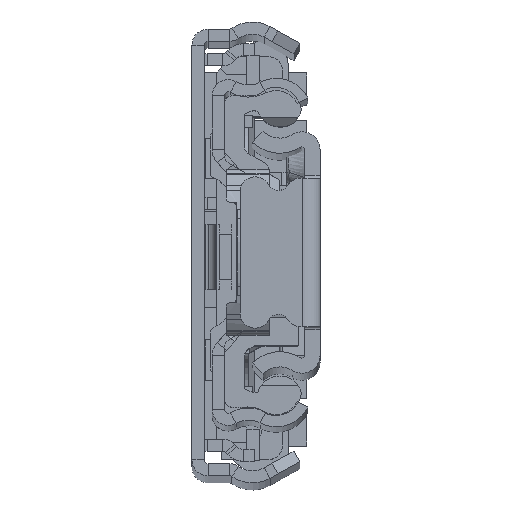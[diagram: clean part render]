
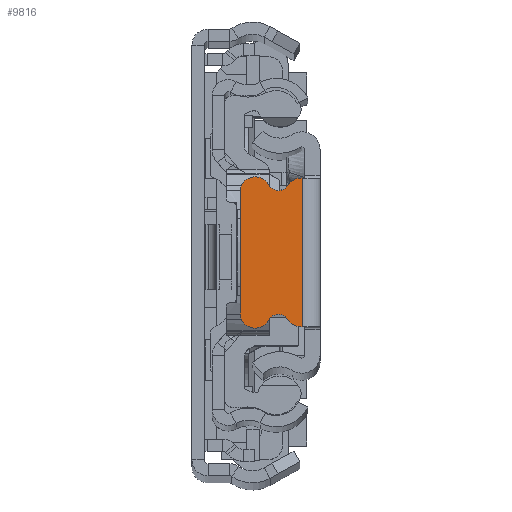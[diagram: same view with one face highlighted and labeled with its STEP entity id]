
A CAD part, top view. The second image highlights one B-rep face of the part: STEP entity #9816.
In plain terms, the highlighted planar face has unit normal (0, 0, 1).
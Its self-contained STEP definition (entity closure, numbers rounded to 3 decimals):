
#5 = VERTEX_POINT ( 'NONE', #4522 ) ;
#148 = CARTESIAN_POINT ( 'NONE',  ( -5.109, -6.713, 0. ) ) ;
#1126 = DIRECTION ( 'NONE',  ( -1., 0., 0. ) ) ;
#1204 = EDGE_CURVE ( 'NONE', #8639, #17021, #24625, .T. ) ;
#1305 = CARTESIAN_POINT ( 'NONE',  ( -6.429, 6., 0. ) ) ;
#1900 = CARTESIAN_POINT ( 'NONE',  ( -6.429, -6., 0. ) ) ;
#2030 = DIRECTION ( 'NONE',  ( 0., -1., 0. ) ) ;
#2743 = VECTOR ( 'NONE', #22599, 1000. ) ;
#2969 = CIRCLE ( 'NONE', #8941, 1.1 ) ;
#3064 = CIRCLE ( 'NONE', #4142, 1.5 ) ;
#3962 = DIRECTION ( 'NONE',  ( 0., 0., 1. ) ) ;
#4142 = AXIS2_PLACEMENT_3D ( 'NONE', #11624, #3962, #22029 ) ;
#4522 = CARTESIAN_POINT ( 'NONE',  ( -1.929, 7.37, 0. ) ) ;
#4547 = CARTESIAN_POINT ( 'NONE',  ( -1.75, 0., 0. ) ) ;
#5799 = ORIENTED_EDGE ( 'NONE', *, *, #1204, .F. ) ;
#6322 = DIRECTION ( 'NONE',  ( 0., -1., 0. ) ) ;
#7405 = CARTESIAN_POINT ( 'NONE',  ( -4.142, -7.236, 0. ) ) ;
#7469 = CIRCLE ( 'NONE', #21679, 1.1 ) ;
#7525 = LINE ( 'NONE', #30696, #21085 ) ;
#8228 = CARTESIAN_POINT ( 'NONE',  ( 397.771, 0., 0. ) ) ;
#8247 = EDGE_CURVE ( 'NONE', #19732, #8639, #20227, .T. ) ;
#8639 = VERTEX_POINT ( 'NONE', #9793 ) ;
#8941 = AXIS2_PLACEMENT_3D ( 'NONE', #22317, #16690, #11241 ) ;
#9645 = EDGE_CURVE ( 'NONE', #26325, #18067, #7469, .T. ) ;
#9745 = CARTESIAN_POINT ( 'NONE',  ( -1.75, 7.37, 0. ) ) ;
#9793 = CARTESIAN_POINT ( 'NONE',  ( -1.75, -7.37, 0. ) ) ;
#9816 = ADVANCED_FACE ( 'NONE', ( #21017 ), #33648, .T. ) ;
#10099 = EDGE_CURVE ( 'NONE', #21985, #26325, #11283, .T. ) ;
#10370 = ORIENTED_EDGE ( 'NONE', *, *, #17331, .T. ) ;
#11043 = ORIENTED_EDGE ( 'NONE', *, *, #18544, .T. ) ;
#11241 = DIRECTION ( 'NONE',  ( 1., 0., 0. ) ) ;
#11283 = CIRCLE ( 'NONE', #30863, 1.5 ) ;
#11624 = CARTESIAN_POINT ( 'NONE',  ( -1.929, 5.87, 0. ) ) ;
#11813 = AXIS2_PLACEMENT_3D ( 'NONE', #1305, #23936, #1126 ) ;
#12912 = AXIS2_PLACEMENT_3D ( 'NONE', #8228, #26276, #26108 ) ;
#13126 = DIRECTION ( 'NONE',  ( 1., 0., 0. ) ) ;
#14724 = CARTESIAN_POINT ( 'NONE',  ( -3.206, -6.658, 0. ) ) ;
#14864 = ORIENTED_EDGE ( 'NONE', *, *, #32770, .T. ) ;
#16690 = DIRECTION ( 'NONE',  ( 0., 0., -1. ) ) ;
#16825 = ORIENTED_EDGE ( 'NONE', *, *, #9645, .T. ) ;
#17021 = VERTEX_POINT ( 'NONE', #17755 ) ;
#17100 = ORIENTED_EDGE ( 'NONE', *, *, #8247, .F. ) ;
#17331 = EDGE_CURVE ( 'NONE', #19097, #21985, #32392, .T. ) ;
#17755 = CARTESIAN_POINT ( 'NONE',  ( -1.929, -7.37, 0. ) ) ;
#18067 = VERTEX_POINT ( 'NONE', #14724 ) ;
#18544 = EDGE_CURVE ( 'NONE', #5, #22707, #3064, .T. ) ;
#18757 = CARTESIAN_POINT ( 'NONE',  ( -7.929, -6., 0. ) ) ;
#19097 = VERTEX_POINT ( 'NONE', #22656 ) ;
#19151 = EDGE_CURVE ( 'NONE', #22266, #19097, #26470, .T. ) ;
#19732 = VERTEX_POINT ( 'NONE', #9745 ) ;
#19858 = EDGE_CURVE ( 'NONE', #5, #19732, #7525, .T. ) ;
#20227 = LINE ( 'NONE', #4547, #27022 ) ;
#20691 = DIRECTION ( 'NONE',  ( 1., 0., 0. ) ) ;
#21017 = FACE_OUTER_BOUND ( 'NONE', #33548, .T. ) ;
#21085 = VECTOR ( 'NONE', #13126, 1000. ) ;
#21111 = EDGE_CURVE ( 'NONE', #18067, #17021, #24946, .T. ) ;
#21679 = AXIS2_PLACEMENT_3D ( 'NONE', #7405, #28016, #25129 ) ;
#21985 = VERTEX_POINT ( 'NONE', #30895 ) ;
#22012 = ORIENTED_EDGE ( 'NONE', *, *, #19151, .T. ) ;
#22029 = DIRECTION ( 'NONE',  ( -1., 0., 0. ) ) ;
#22266 = VERTEX_POINT ( 'NONE', #26945 ) ;
#22317 = CARTESIAN_POINT ( 'NONE',  ( -4.142, 7.236, 0. ) ) ;
#22432 = ORIENTED_EDGE ( 'NONE', *, *, #19858, .F. ) ;
#22599 = DIRECTION ( 'NONE',  ( -1., 0., 0. ) ) ;
#22656 = CARTESIAN_POINT ( 'NONE',  ( -7.929, 6., 0. ) ) ;
#22707 = VERTEX_POINT ( 'NONE', #30816 ) ;
#23408 = CARTESIAN_POINT ( 'NONE',  ( -1.929, -5.87, 0. ) ) ;
#23936 = DIRECTION ( 'NONE',  ( 0., 0., 1. ) ) ;
#24625 = LINE ( 'NONE', #24965, #2743 ) ;
#24731 = VECTOR ( 'NONE', #6322, 1000. ) ;
#24946 = CIRCLE ( 'NONE', #26003, 1.5 ) ;
#24965 = CARTESIAN_POINT ( 'NONE',  ( -1.929, -7.37, 0. ) ) ;
#25129 = DIRECTION ( 'NONE',  ( -1., 0., 0. ) ) ;
#25717 = DIRECTION ( 'NONE',  ( 0., 0., 1. ) ) ;
#26003 = AXIS2_PLACEMENT_3D ( 'NONE', #23408, #31419, #20691 ) ;
#26108 = DIRECTION ( 'NONE',  ( 1., 0., 0. ) ) ;
#26276 = DIRECTION ( 'NONE',  ( 0., 0., 1. ) ) ;
#26325 = VERTEX_POINT ( 'NONE', #148 ) ;
#26470 = CIRCLE ( 'NONE', #11813, 1.5 ) ;
#26945 = CARTESIAN_POINT ( 'NONE',  ( -5.109, 6.713, 0. ) ) ;
#27022 = VECTOR ( 'NONE', #2030, 1000. ) ;
#28016 = DIRECTION ( 'NONE',  ( 0., 0., -1. ) ) ;
#29996 = ORIENTED_EDGE ( 'NONE', *, *, #10099, .T. ) ;
#30696 = CARTESIAN_POINT ( 'NONE',  ( -1.929, 7.37, 0. ) ) ;
#30816 = CARTESIAN_POINT ( 'NONE',  ( -3.206, 6.658, 0. ) ) ;
#30863 = AXIS2_PLACEMENT_3D ( 'NONE', #1900, #25717, #31165 ) ;
#30895 = CARTESIAN_POINT ( 'NONE',  ( -7.929, -6., 0. ) ) ;
#31038 = ORIENTED_EDGE ( 'NONE', *, *, #21111, .T. ) ;
#31165 = DIRECTION ( 'NONE',  ( 1., 0., 0. ) ) ;
#31419 = DIRECTION ( 'NONE',  ( 0., 0., 1. ) ) ;
#32392 = LINE ( 'NONE', #18757, #24731 ) ;
#32770 = EDGE_CURVE ( 'NONE', #22707, #22266, #2969, .T. ) ;
#33548 = EDGE_LOOP ( 'NONE', ( #17100, #22432, #11043, #14864, #22012, #10370, #29996, #16825, #31038, #5799 ) ) ;
#33648 = PLANE ( 'NONE',  #12912 ) ;
